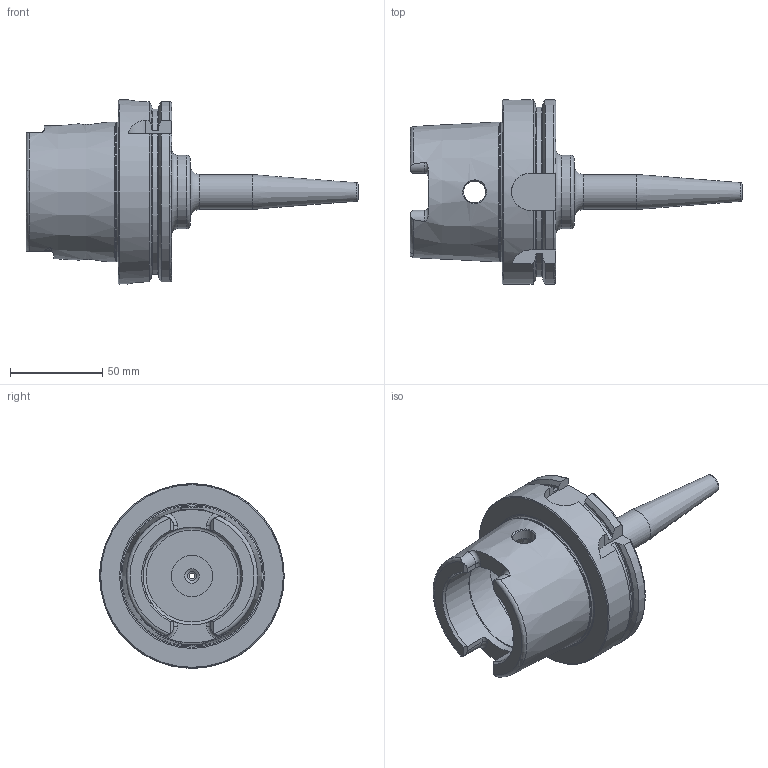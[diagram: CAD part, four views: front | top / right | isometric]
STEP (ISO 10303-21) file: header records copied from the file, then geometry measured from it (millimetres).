
FILE_DESCRIPTION(/* description */ (''),/* implementation_level */ '2;1');
FILE_NAME(/* name */ 'VR310.stp',/* time_stamp */ '2022-07-28T16:37:40+09:00',/* author */ ('eos'),/* organization */ (''),/* preprocessor_version */ 'ST-DEVELOPER v18.1',/* originating_system */ 'Autodesk Inventor 2022',/* authorisation */ '');
FILE_SCHEMA (('AUTOMOTIVE_DESIGN { 1 0 10303 214 3 1 1 }'));
Length unit declared in the file: millimetre
Products named in the file (1): HSK100A-발란스
Bounding box: 180 x 100 x 100 mm (x, y, z)
Volume: 284472.6 mm3; surface area: 56550.1 mm2
Topology: 1 solids, 1 shells, 117 faces, 314 edges, 203 vertices
Faces by surface type: plane 37, cylinder 35, torus 27, cone 16, bspline 2
Full cylindrical faces by diameter (mm): 3.175 x1, 5 x1, 8 x1, 10 x1, 12 x2, 19 x1, 22.376 x1, 25 x1, 40 x1, 53 x2, 63 x1, 75.415 x1, 100 x1
Entity records: 4475 total; most frequent: CARTESIAN_POINT 1513, ORIENTED_EDGE 628, DIRECTION 620, EDGE_CURVE 314, AXIS2_PLACEMENT_3D 258, VERTEX_POINT 203, CIRCLE 134, EDGE_LOOP 127
